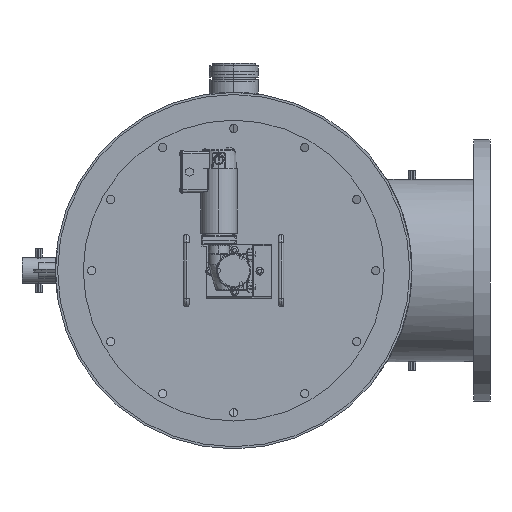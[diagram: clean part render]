
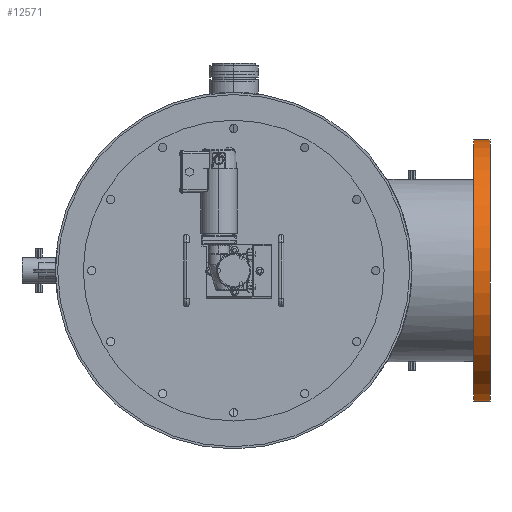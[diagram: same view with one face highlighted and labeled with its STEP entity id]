
A CAD part, left-side view. The second image highlights one B-rep face of the part: STEP entity #12571.
In plain terms, the highlighted cylindrical face has radius 298.45 mm (diameter 596.9 mm), a partial arc.
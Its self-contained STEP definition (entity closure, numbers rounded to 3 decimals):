
#1045 = CIRCLE ( 'NONE', #18281, 298.45 ) ;
#1701 = VECTOR ( 'NONE', #27516, 1000. ) ;
#2552 = CIRCLE ( 'NONE', #8378, 298.45 ) ;
#3011 = CARTESIAN_POINT ( 'NONE',  ( 524.764, -584.2, 0. ) ) ;
#3036 = CARTESIAN_POINT ( 'NONE',  ( 524.764, -547.624, -298.45 ) ) ;
#3463 = ORIENTED_EDGE ( 'NONE', *, *, #10561, .F. ) ;
#3535 = CARTESIAN_POINT ( 'NONE',  ( 524.764, -547.624, 0. ) ) ;
#3762 = FACE_OUTER_BOUND ( 'NONE', #31373, .T. ) ;
#4908 = EDGE_CURVE ( 'NONE', #35445, #9096, #8784, .T. ) ;
#4994 = ORIENTED_EDGE ( 'NONE', *, *, #6791, .T. ) ;
#5205 = DIRECTION ( 'NONE',  ( 0., 0., -1. ) ) ;
#6462 = LINE ( 'NONE', #18810, #22438 ) ;
#6547 = DIRECTION ( 'NONE',  ( 0., -1., 0. ) ) ;
#6791 = EDGE_CURVE ( 'NONE', #14213, #35445, #2552, .T. ) ;
#8378 = AXIS2_PLACEMENT_3D ( 'NONE', #29419, #26433, #5205 ) ;
#8784 = LINE ( 'NONE', #18861, #1701 ) ;
#9096 = VERTEX_POINT ( 'NONE', #15813 ) ;
#10561 = EDGE_CURVE ( 'NONE', #12871, #9096, #1045, .T. ) ;
#11889 = AXIS2_PLACEMENT_3D ( 'NONE', #3535, #6547, #21116 ) ;
#12571 = ADVANCED_FACE ( 'NONE', ( #3762 ), #31934, .T. ) ;
#12871 = VERTEX_POINT ( 'NONE', #13489 ) ;
#13489 = CARTESIAN_POINT ( 'NONE',  ( 524.764, -584.2, 298.45 ) ) ;
#14213 = VERTEX_POINT ( 'NONE', #19185 ) ;
#15404 = EDGE_CURVE ( 'NONE', #14213, #12871, #6462, .T. ) ;
#15813 = CARTESIAN_POINT ( 'NONE',  ( 524.764, -584.2, -298.45 ) ) ;
#18281 = AXIS2_PLACEMENT_3D ( 'NONE', #3011, #20864, #32773 ) ;
#18810 = CARTESIAN_POINT ( 'NONE',  ( 524.764, -547.624, 298.45 ) ) ;
#18861 = CARTESIAN_POINT ( 'NONE',  ( 524.764, -547.624, -298.45 ) ) ;
#19185 = CARTESIAN_POINT ( 'NONE',  ( 524.764, -547.624, 298.45 ) ) ;
#20864 = DIRECTION ( 'NONE',  ( 0., -1., 0. ) ) ;
#20992 = ORIENTED_EDGE ( 'NONE', *, *, #4908, .T. ) ;
#21116 = DIRECTION ( 'NONE',  ( 0., 0., -1. ) ) ;
#22438 = VECTOR ( 'NONE', #27709, 1000. ) ;
#26433 = DIRECTION ( 'NONE',  ( 0., -1., 0. ) ) ;
#26844 = ORIENTED_EDGE ( 'NONE', *, *, #15404, .F. ) ;
#27516 = DIRECTION ( 'NONE',  ( 0., -1., 0. ) ) ;
#27709 = DIRECTION ( 'NONE',  ( 0., -1., 0. ) ) ;
#29419 = CARTESIAN_POINT ( 'NONE',  ( 524.764, -547.624, 0. ) ) ;
#31373 = EDGE_LOOP ( 'NONE', ( #26844, #4994, #20992, #3463 ) ) ;
#31934 = CYLINDRICAL_SURFACE ( 'NONE', #11889, 298.45 ) ;
#32773 = DIRECTION ( 'NONE',  ( 0., 0., -1. ) ) ;
#35445 = VERTEX_POINT ( 'NONE', #3036 ) ;
